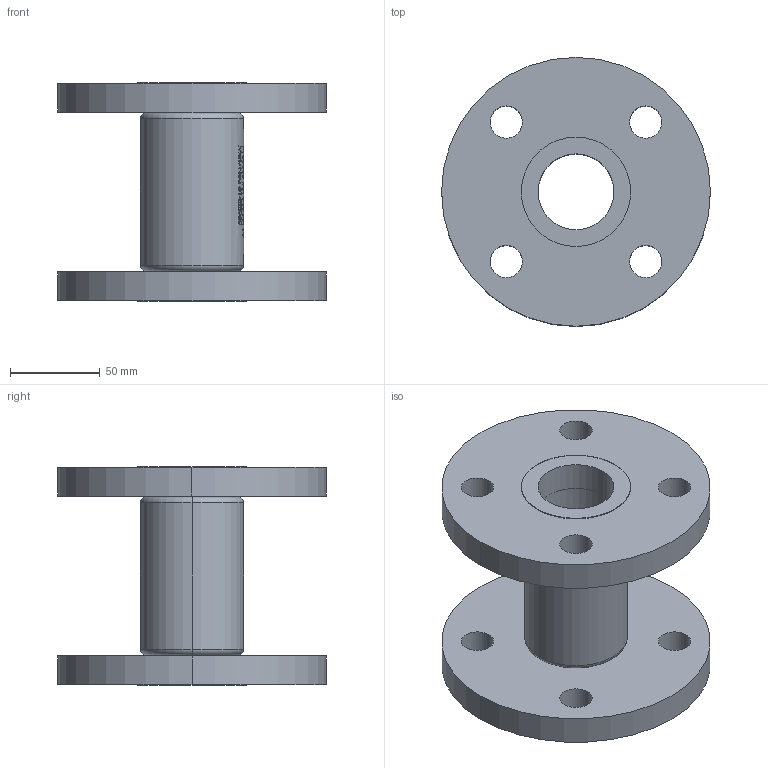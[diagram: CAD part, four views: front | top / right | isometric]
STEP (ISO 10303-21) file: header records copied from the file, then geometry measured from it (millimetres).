
FILE_DESCRIPTION (( 'STEP AP214' ), '1' );
FILE_NAME ('7150000_DN040_PN10_51422050.STEP', '2022-02-02T07:06:04', ( 'axxx' ), ( 'Hewlett-Packard Company' ), 'SwSTEP 2.0', 'SolidWorks 2019', '' );
FILE_SCHEMA (( 'AUTOMOTIVE_DESIGN' ));
Length unit declared in the file: millimetre
Products named in the file (1): 7150000_DN040_PN10_51422050
Bounding box: 150 x 150 x 122 mm (x, y, z)
Volume: 592389.9 mm3; surface area: 118756.4 mm2
Topology: 1 solids, 1 shells, 525 faces, 1358 edges, 904 vertices
Faces by surface type: plane 249, bspline 219, cylinder 49, torus 8
Entity records: 28907 total; most frequent: CARTESIAN_POINT 17487, ORIENTED_EDGE 2716, DIRECTION 1631, EDGE_CURVE 1358, VERTEX_POINT 904, LINE 737, VECTOR 737, EDGE_LOOP 612
